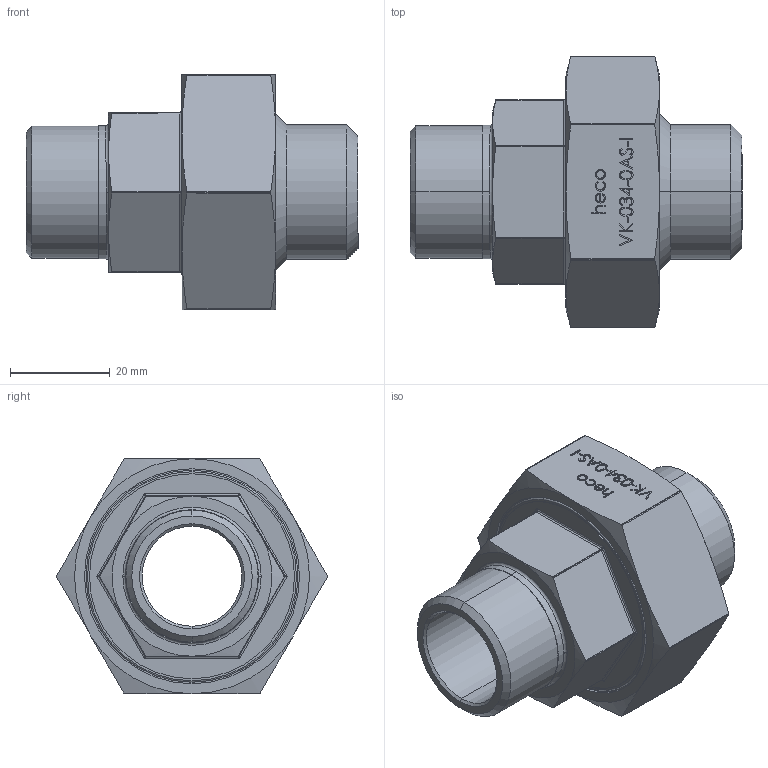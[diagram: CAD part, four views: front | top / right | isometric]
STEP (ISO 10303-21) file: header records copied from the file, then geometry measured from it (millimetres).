
FILE_DESCRIPTION (( 'STEP AP214' ), '1' );
FILE_NAME ('heco_VK-034-0AS-I.STEP', '2016-09-21T09:40:21', ( '' ), ( '' ), 'SwSTEP 2.0', 'SolidWorks 2016', '' );
FILE_SCHEMA (( 'AUTOMOTIVE_DESIGN' ));
Length unit declared in the file: millimetre
Products named in the file (1): heco_VK-034-0AS-I
Bounding box: 66.4 x 54.18 x 47.1 mm (x, y, z)
Volume: 38172.2 mm3; surface area: 15381.7 mm2
Topology: 1 solids, 1 shells, 302 faces, 760 edges, 484 vertices
Faces by surface type: plane 120, bspline 88, cylinder 54, cone 36, torus 4
Entity records: 15428 total; most frequent: CARTESIAN_POINT 7049, ORIENTED_EDGE 1508, DIRECTION 994, EDGE_CURVE 754, VERTEX_POINT 484, VECTOR 400, LINE 400, EDGE_LOOP 334
